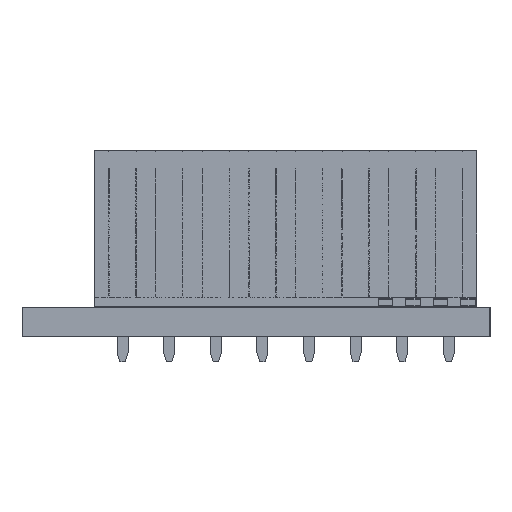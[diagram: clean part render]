
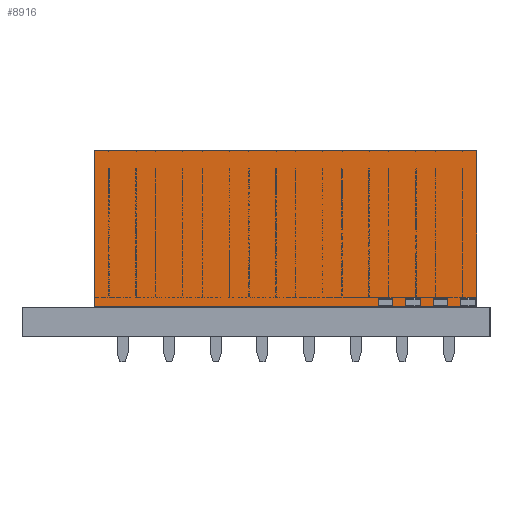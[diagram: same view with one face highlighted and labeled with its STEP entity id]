
A CAD part, left-side view. The second image highlights one B-rep face of the part: STEP entity #8916.
In plain terms, the highlighted face is planar.
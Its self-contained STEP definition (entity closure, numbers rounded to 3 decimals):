
#240 = PLANE('',#241);
#241 = AXIS2_PLACEMENT_3D('',#242,#243,#244);
#242 = CARTESIAN_POINT('',(-10.41,0.,0.));
#243 = DIRECTION('',(1.,0.,0.));
#244 = DIRECTION('',(0.,0.,-1.));
#377 = VERTEX_POINT('',#378);
#378 = CARTESIAN_POINT('',(-10.41,8.5,2.5));
#392 = PLANE('',#393);
#393 = AXIS2_PLACEMENT_3D('',#394,#395,#396);
#394 = CARTESIAN_POINT('',(-10.41,8.5,-2.5));
#395 = DIRECTION('',(0.,1.,0.));
#396 = DIRECTION('',(0.,-0.,1.));
#404 = EDGE_CURVE('',#377,#405,#407,.T.);
#405 = VERTEX_POINT('',#406);
#406 = CARTESIAN_POINT('',(-10.41,0.,2.5));
#407 = SURFACE_CURVE('',#408,(#412,#419),.PCURVE_S1.);
#408 = LINE('',#409,#410);
#409 = CARTESIAN_POINT('',(-10.41,8.5,2.5));
#410 = VECTOR('',#411,1.);
#411 = DIRECTION('',(0.,-1.,0.));
#412 = PCURVE('',#240,#413);
#413 = DEFINITIONAL_REPRESENTATION('',(#414),#418);
#414 = LINE('',#415,#416);
#415 = CARTESIAN_POINT('',(-2.5,8.5));
#416 = VECTOR('',#417,1.);
#417 = DIRECTION('',(0.,-1.));
#418 = ( GEOMETRIC_REPRESENTATION_CONTEXT(2) 
PARAMETRIC_REPRESENTATION_CONTEXT() REPRESENTATION_CONTEXT('2D SPACE',''
  ) );
#419 = PCURVE('',#420,#425);
#420 = PLANE('',#421);
#421 = AXIS2_PLACEMENT_3D('',#422,#423,#424);
#422 = CARTESIAN_POINT('',(-10.41,8.5,2.5));
#423 = DIRECTION('',(0.,0.,1.));
#424 = DIRECTION('',(0.,-1.,0.));
#425 = DEFINITIONAL_REPRESENTATION('',(#426),#430);
#426 = LINE('',#427,#428);
#427 = CARTESIAN_POINT('',(0.,0.));
#428 = VECTOR('',#429,1.);
#429 = DIRECTION('',(1.,0.));
#430 = ( GEOMETRIC_REPRESENTATION_CONTEXT(2) 
PARAMETRIC_REPRESENTATION_CONTEXT() REPRESENTATION_CONTEXT('2D SPACE',''
  ) );
#446 = PLANE('',#447);
#447 = AXIS2_PLACEMENT_3D('',#448,#449,#450);
#448 = CARTESIAN_POINT('',(-10.41,0.,2.5));
#449 = DIRECTION('',(0.,-1.,0.));
#450 = DIRECTION('',(0.,0.,-1.));
#2106 = PLANE('',#2107);
#2107 = AXIS2_PLACEMENT_3D('',#2108,#2109,#2110);
#2108 = CARTESIAN_POINT('',(10.41,0.,0.));
#2109 = DIRECTION('',(1.,0.,0.));
#2110 = DIRECTION('',(0.,0.,-1.));
#8796 = VERTEX_POINT('',#8797);
#8797 = CARTESIAN_POINT('',(10.41,8.5,2.5));
#8818 = EDGE_CURVE('',#8796,#8819,#8821,.T.);
#8819 = VERTEX_POINT('',#8820);
#8820 = CARTESIAN_POINT('',(10.41,0.,2.5));
#8821 = SURFACE_CURVE('',#8822,(#8826,#8833),.PCURVE_S1.);
#8822 = LINE('',#8823,#8824);
#8823 = CARTESIAN_POINT('',(10.41,8.5,2.5));
#8824 = VECTOR('',#8825,1.);
#8825 = DIRECTION('',(0.,-1.,0.));
#8826 = PCURVE('',#2106,#8827);
#8827 = DEFINITIONAL_REPRESENTATION('',(#8828),#8832);
#8828 = LINE('',#8829,#8830);
#8829 = CARTESIAN_POINT('',(-2.5,8.5));
#8830 = VECTOR('',#8831,1.);
#8831 = DIRECTION('',(0.,-1.));
#8832 = ( GEOMETRIC_REPRESENTATION_CONTEXT(2) 
PARAMETRIC_REPRESENTATION_CONTEXT() REPRESENTATION_CONTEXT('2D SPACE',''
  ) );
#8833 = PCURVE('',#420,#8834);
#8834 = DEFINITIONAL_REPRESENTATION('',(#8835),#8839);
#8835 = LINE('',#8836,#8837);
#8836 = CARTESIAN_POINT('',(0.,20.82));
#8837 = VECTOR('',#8838,1.);
#8838 = DIRECTION('',(1.,0.));
#8839 = ( GEOMETRIC_REPRESENTATION_CONTEXT(2) 
PARAMETRIC_REPRESENTATION_CONTEXT() REPRESENTATION_CONTEXT('2D SPACE',''
  ) );
#8868 = EDGE_CURVE('',#405,#8819,#8869,.T.);
#8869 = SURFACE_CURVE('',#8870,(#8874,#8881),.PCURVE_S1.);
#8870 = LINE('',#8871,#8872);
#8871 = CARTESIAN_POINT('',(-10.41,0.,2.5));
#8872 = VECTOR('',#8873,1.);
#8873 = DIRECTION('',(1.,0.,0.));
#8874 = PCURVE('',#446,#8875);
#8875 = DEFINITIONAL_REPRESENTATION('',(#8876),#8880);
#8876 = LINE('',#8877,#8878);
#8877 = CARTESIAN_POINT('',(0.,0.));
#8878 = VECTOR('',#8879,1.);
#8879 = DIRECTION('',(0.,1.));
#8880 = ( GEOMETRIC_REPRESENTATION_CONTEXT(2) 
PARAMETRIC_REPRESENTATION_CONTEXT() REPRESENTATION_CONTEXT('2D SPACE',''
  ) );
#8881 = PCURVE('',#420,#8882);
#8882 = DEFINITIONAL_REPRESENTATION('',(#8883),#8887);
#8883 = LINE('',#8884,#8885);
#8884 = CARTESIAN_POINT('',(8.5,0.));
#8885 = VECTOR('',#8886,1.);
#8886 = DIRECTION('',(0.,1.));
#8887 = ( GEOMETRIC_REPRESENTATION_CONTEXT(2) 
PARAMETRIC_REPRESENTATION_CONTEXT() REPRESENTATION_CONTEXT('2D SPACE',''
  ) );
#8916 = ADVANCED_FACE('',(#8917),#420,.T.);
#8917 = FACE_BOUND('',#8918,.F.);
#8918 = EDGE_LOOP('',(#8919,#8920,#8941,#8942));
#8919 = ORIENTED_EDGE('',*,*,#404,.F.);
#8920 = ORIENTED_EDGE('',*,*,#8921,.T.);
#8921 = EDGE_CURVE('',#377,#8796,#8922,.T.);
#8922 = SURFACE_CURVE('',#8923,(#8927,#8934),.PCURVE_S1.);
#8923 = LINE('',#8924,#8925);
#8924 = CARTESIAN_POINT('',(-10.41,8.5,2.5));
#8925 = VECTOR('',#8926,1.);
#8926 = DIRECTION('',(1.,0.,0.));
#8927 = PCURVE('',#420,#8928);
#8928 = DEFINITIONAL_REPRESENTATION('',(#8929),#8933);
#8929 = LINE('',#8930,#8931);
#8930 = CARTESIAN_POINT('',(0.,0.));
#8931 = VECTOR('',#8932,1.);
#8932 = DIRECTION('',(0.,1.));
#8933 = ( GEOMETRIC_REPRESENTATION_CONTEXT(2) 
PARAMETRIC_REPRESENTATION_CONTEXT() REPRESENTATION_CONTEXT('2D SPACE',''
  ) );
#8934 = PCURVE('',#392,#8935);
#8935 = DEFINITIONAL_REPRESENTATION('',(#8936),#8940);
#8936 = LINE('',#8937,#8938);
#8937 = CARTESIAN_POINT('',(5.,0.));
#8938 = VECTOR('',#8939,1.);
#8939 = DIRECTION('',(0.,1.));
#8940 = ( GEOMETRIC_REPRESENTATION_CONTEXT(2) 
PARAMETRIC_REPRESENTATION_CONTEXT() REPRESENTATION_CONTEXT('2D SPACE',''
  ) );
#8941 = ORIENTED_EDGE('',*,*,#8818,.T.);
#8942 = ORIENTED_EDGE('',*,*,#8868,.F.);
